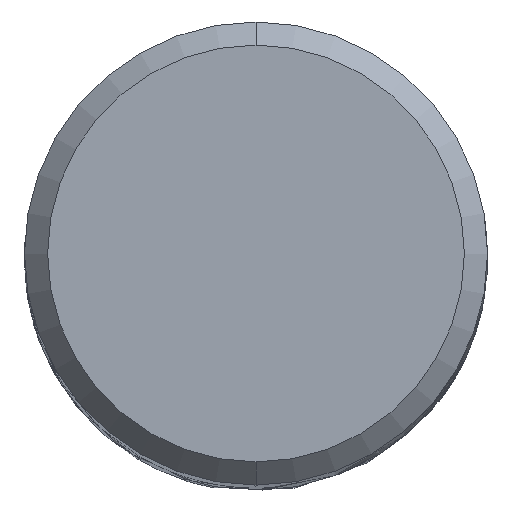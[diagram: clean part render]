
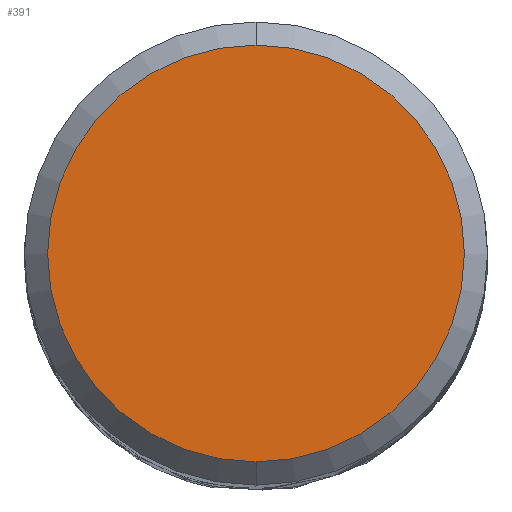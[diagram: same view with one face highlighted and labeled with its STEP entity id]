
A CAD part, top view. The second image highlights one B-rep face of the part: STEP entity #391.
In plain terms, the highlighted planar face has unit normal (0, 0, 1).
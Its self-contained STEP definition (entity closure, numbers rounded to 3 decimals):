
#333=EDGE_CURVE('',#747,#649,#898,.T.);
#391=ADVANCED_FACE('',(#960),#961,.T.);
#649=VERTEX_POINT('',#1243);
#693=EDGE_CURVE('',#649,#747,#1293,.T.);
#747=VERTEX_POINT('',#1349);
#898=CIRCLE('',#1676,7.2);
#960=FACE_OUTER_BOUND('',#2022,.T.);
#961=PLANE('',#2023);
#1243=CARTESIAN_POINT('',(0.,-7.2,0.0));
#1293=CIRCLE('',#5809,7.2);
#1349=CARTESIAN_POINT('',(0.0,7.2,0.0));
#1676=AXIS2_PLACEMENT_3D('',#7348,#7349,#7350);
#2022=EDGE_LOOP('',(#7405,#7406));
#2023=AXIS2_PLACEMENT_3D('',#7407,#7408,#7409);
#5809=AXIS2_PLACEMENT_3D('',#7759,#7760,#7761);
#7348=CARTESIAN_POINT('',(0.0,0.0,0.0));
#7349=DIRECTION('',(0.0,0.0,-1.0));
#7350=DIRECTION('',(0.0,1.0,0.0));
#7405=ORIENTED_EDGE('',*,*,#333,.F.);
#7406=ORIENTED_EDGE('',*,*,#693,.F.);
#7407=CARTESIAN_POINT('',(0.0,3.6,0.0));
#7408=DIRECTION('',(-0.0,0.0,1.0));
#7409=DIRECTION('',(0.0,-1.0,0.0));
#7759=CARTESIAN_POINT('',(0.0,0.0,0.0));
#7760=DIRECTION('',(0.0,0.0,-1.0));
#7761=DIRECTION('',(0.0,1.0,0.0));
